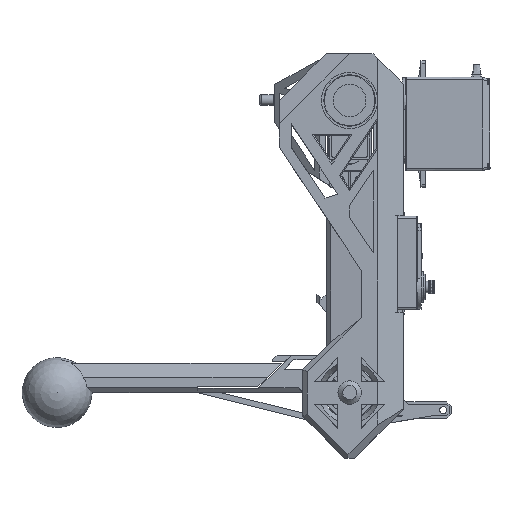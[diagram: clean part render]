
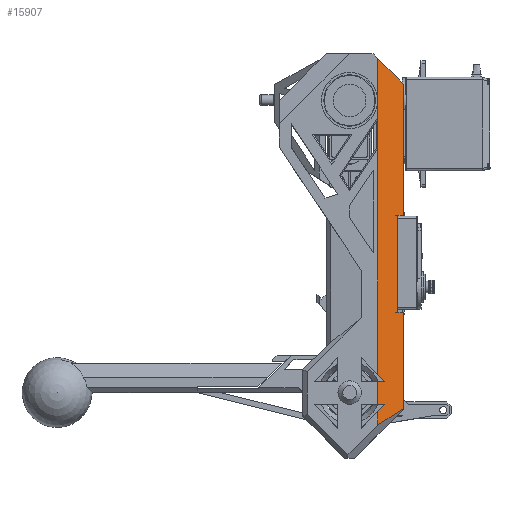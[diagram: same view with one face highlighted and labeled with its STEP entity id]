
A CAD part, top view. The second image highlights one B-rep face of the part: STEP entity #15907.
In plain terms, the highlighted planar face has unit normal (0.242, 0, 0.97).
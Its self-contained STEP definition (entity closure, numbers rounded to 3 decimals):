
#1134=PLANE('',#17335);
#1937=FACE_OUTER_BOUND('',#2835,.T.);
#2835=EDGE_LOOP('',(#13541,#13542,#13543,#13544,#13545,#13546,#13547,#13548,
#13549,#13550,#13551,#13552,#13553,#13554));
#3933=LINE('',#29970,#5402);
#3934=LINE('',#29972,#5403);
#3935=LINE('',#29974,#5404);
#3936=LINE('',#29976,#5405);
#3937=LINE('',#29978,#5406);
#3938=LINE('',#29980,#5407);
#3939=LINE('',#29982,#5408);
#3940=LINE('',#29984,#5409);
#3941=LINE('',#29986,#5410);
#3942=LINE('',#29988,#5411);
#3943=LINE('',#29990,#5412);
#3944=LINE('',#29992,#5413);
#3945=LINE('',#29994,#5414);
#3946=LINE('',#29995,#5415);
#5402=VECTOR('',#20451,10.);
#5403=VECTOR('',#20452,10.);
#5404=VECTOR('',#20453,10.);
#5405=VECTOR('',#20454,10.);
#5406=VECTOR('',#20455,10.);
#5407=VECTOR('',#20456,10.);
#5408=VECTOR('',#20457,10.);
#5409=VECTOR('',#20458,10.);
#5410=VECTOR('',#20459,10.);
#5411=VECTOR('',#20460,10.);
#5412=VECTOR('',#20461,10.);
#5413=VECTOR('',#20462,10.);
#5414=VECTOR('',#20463,10.);
#5415=VECTOR('',#20464,10.);
#7640=VERTEX_POINT('',#29968);
#7641=VERTEX_POINT('',#29969);
#7642=VERTEX_POINT('',#29971);
#7643=VERTEX_POINT('',#29973);
#7644=VERTEX_POINT('',#29975);
#7645=VERTEX_POINT('',#29977);
#7646=VERTEX_POINT('',#29979);
#7647=VERTEX_POINT('',#29981);
#7648=VERTEX_POINT('',#29983);
#7649=VERTEX_POINT('',#29985);
#7650=VERTEX_POINT('',#29987);
#7651=VERTEX_POINT('',#29989);
#7652=VERTEX_POINT('',#29991);
#7653=VERTEX_POINT('',#29993);
#9691=EDGE_CURVE('',#7640,#7641,#3933,.T.);
#9692=EDGE_CURVE('',#7640,#7642,#3934,.F.);
#9693=EDGE_CURVE('',#7642,#7643,#3935,.T.);
#9694=EDGE_CURVE('',#7643,#7644,#3936,.T.);
#9695=EDGE_CURVE('',#7644,#7645,#3937,.T.);
#9696=EDGE_CURVE('',#7645,#7646,#3938,.T.);
#9697=EDGE_CURVE('',#7646,#7647,#3939,.T.);
#9698=EDGE_CURVE('',#7647,#7648,#3940,.T.);
#9699=EDGE_CURVE('',#7648,#7649,#3941,.T.);
#9700=EDGE_CURVE('',#7649,#7650,#3942,.T.);
#9701=EDGE_CURVE('',#7651,#7650,#3943,.T.);
#9702=EDGE_CURVE('',#7651,#7652,#3944,.F.);
#9703=EDGE_CURVE('',#7653,#7652,#3945,.T.);
#9704=EDGE_CURVE('',#7641,#7653,#3946,.T.);
#13541=ORIENTED_EDGE('',*,*,#9691,.F.);
#13542=ORIENTED_EDGE('',*,*,#9692,.T.);
#13543=ORIENTED_EDGE('',*,*,#9693,.T.);
#13544=ORIENTED_EDGE('',*,*,#9694,.T.);
#13545=ORIENTED_EDGE('',*,*,#9695,.T.);
#13546=ORIENTED_EDGE('',*,*,#9696,.T.);
#13547=ORIENTED_EDGE('',*,*,#9697,.T.);
#13548=ORIENTED_EDGE('',*,*,#9698,.T.);
#13549=ORIENTED_EDGE('',*,*,#9699,.T.);
#13550=ORIENTED_EDGE('',*,*,#9700,.T.);
#13551=ORIENTED_EDGE('',*,*,#9701,.F.);
#13552=ORIENTED_EDGE('',*,*,#9702,.T.);
#13553=ORIENTED_EDGE('',*,*,#9703,.F.);
#13554=ORIENTED_EDGE('',*,*,#9704,.F.);
#15907=ADVANCED_FACE('',(#1937),#1134,.T.);
#17335=AXIS2_PLACEMENT_3D('',#29967,#20449,#20450);
#20449=DIRECTION('center_axis',(0.243,0.,0.97));
#20450=DIRECTION('ref_axis',(0.97,0.,-0.243));
#20451=DIRECTION('',(-0.97,0.,0.243));
#20452=DIRECTION('',(0.,-1.,0.));
#20453=DIRECTION('',(-0.696,0.696,0.174));
#20454=DIRECTION('',(0.,-1.,0.));
#20455=DIRECTION('',(0.696,-0.696,-0.174));
#20456=DIRECTION('',(-0.97,0.,0.243));
#20457=DIRECTION('',(0.,-1.,0.));
#20458=DIRECTION('',(0.97,0.,-0.243));
#20459=DIRECTION('',(-0.696,-0.696,0.174));
#20460=DIRECTION('',(0.,-1.,0.));
#20461=DIRECTION('',(-0.822,-0.531,0.205));
#20462=DIRECTION('',(0.,-1.,0.));
#20463=DIRECTION('',(0.97,0.,-0.243));
#20464=DIRECTION('',(0.,-1.,0.));
#29967=CARTESIAN_POINT('Origin',(16.,0.,59.));
#29968=CARTESIAN_POINT('',(23.,51.,57.25));
#29969=CARTESIAN_POINT('',(20.6,51.,57.85));
#29970=CARTESIAN_POINT('',(18.106,51.,58.474));
#29971=CARTESIAN_POINT('',(23.,107.,57.25));
#29972=CARTESIAN_POINT('',(23.,-17.5,57.25));
#29973=CARTESIAN_POINT('',(12.,118.,60.));
#29974=CARTESIAN_POINT('',(49.455,80.545,50.636));
#29975=CARTESIAN_POINT('',(12.,-17.,60.));
#29976=CARTESIAN_POINT('',(12.,0.,60.));
#29977=CARTESIAN_POINT('',(15.,-20.,59.25));
#29978=CARTESIAN_POINT('',(5.515,-10.515,61.621));
#29979=CARTESIAN_POINT('',(12.,-20.,60.));
#29980=CARTESIAN_POINT('',(15.412,-20.,59.147));
#29981=CARTESIAN_POINT('',(12.,-30.,60.));
#29982=CARTESIAN_POINT('',(12.,0.,60.));
#29983=CARTESIAN_POINT('',(15.,-30.,59.25));
#29984=CARTESIAN_POINT('',(10.706,-30.,60.324));
#29985=CARTESIAN_POINT('',(12.,-33.,60.));
#29986=CARTESIAN_POINT('',(22.485,-22.515,57.379));
#29987=CARTESIAN_POINT('',(12.,-38.757,60.));
#29988=CARTESIAN_POINT('',(12.,0.,60.));
#29989=CARTESIAN_POINT('',(23.,-31.646,57.25));
#29990=CARTESIAN_POINT('',(28.895,-27.835,55.776));
#29991=CARTESIAN_POINT('',(23.,9.5,57.25));
#29992=CARTESIAN_POINT('',(23.,-17.5,57.25));
#29993=CARTESIAN_POINT('',(20.6,9.5,57.85));
#29994=CARTESIAN_POINT('',(20.365,9.5,57.909));
#29995=CARTESIAN_POINT('',(20.6,5.,57.85));
